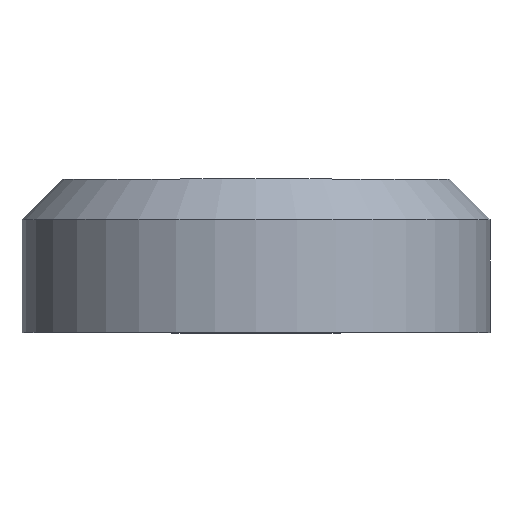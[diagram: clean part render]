
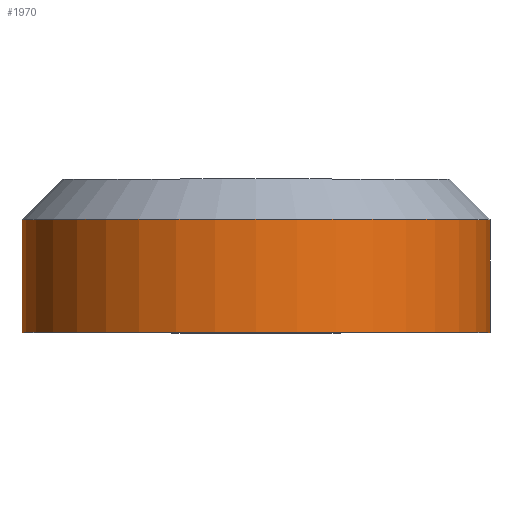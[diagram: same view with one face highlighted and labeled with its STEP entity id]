
A CAD part, top view. The second image highlights one B-rep face of the part: STEP entity #1970.
In plain terms, the highlighted cylindrical face has radius 58 mm (diameter 116 mm), a full revolution.
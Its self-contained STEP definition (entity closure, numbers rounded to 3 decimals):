
#128=CYLINDRICAL_SURFACE('',#2235,58.);
#237=FACE_OUTER_BOUND('',#363,.T.);
#363=EDGE_LOOP('',(#1807,#1808,#1809,#1810));
#516=LINE('',#3466,#659);
#659=VECTOR('',#2884,58.);
#799=CIRCLE('',#2234,58.);
#800=CIRCLE('',#2236,58.);
#980=VERTEX_POINT('',#3460);
#981=VERTEX_POINT('',#3464);
#1262=EDGE_CURVE('',#980,#980,#799,.T.);
#1264=EDGE_CURVE('',#981,#981,#800,.T.);
#1265=EDGE_CURVE('',#981,#980,#516,.T.);
#1807=ORIENTED_EDGE('',*,*,#1264,.F.);
#1808=ORIENTED_EDGE('',*,*,#1265,.T.);
#1809=ORIENTED_EDGE('',*,*,#1262,.T.);
#1810=ORIENTED_EDGE('',*,*,#1265,.F.);
#1970=ADVANCED_FACE('',(#237),#128,.T.);
#2234=AXIS2_PLACEMENT_3D('',#3461,#2877,#2878);
#2235=AXIS2_PLACEMENT_3D('',#3463,#2880,#2881);
#2236=AXIS2_PLACEMENT_3D('',#3465,#2882,#2883);
#2877=DIRECTION('center_axis',(0.,-1.,0.));
#2878=DIRECTION('ref_axis',(1.,0.,0.));
#2880=DIRECTION('center_axis',(0.,-1.,0.));
#2881=DIRECTION('ref_axis',(1.,0.,0.));
#2882=DIRECTION('center_axis',(0.,-1.,0.));
#2883=DIRECTION('ref_axis',(1.,0.,0.));
#2884=DIRECTION('',(0.,1.,0.));
#3460=CARTESIAN_POINT('',(-58.,28.,0.));
#3461=CARTESIAN_POINT('Origin',(0.,28.,0.));
#3463=CARTESIAN_POINT('Origin',(0.,14.,0.));
#3464=CARTESIAN_POINT('',(-58.,0.,0.));
#3465=CARTESIAN_POINT('Origin',(0.,0.,0.));
#3466=CARTESIAN_POINT('',(-58.,14.,0.));
